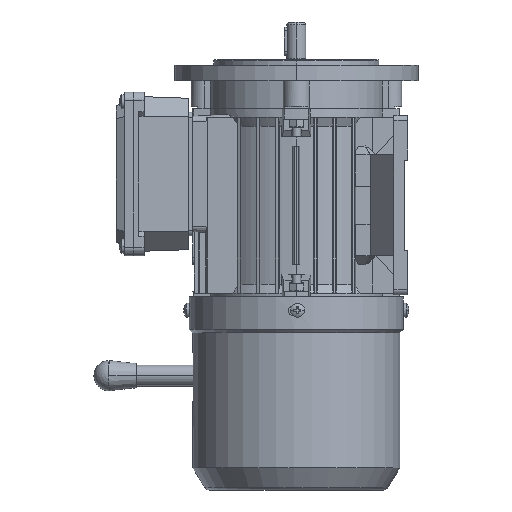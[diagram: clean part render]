
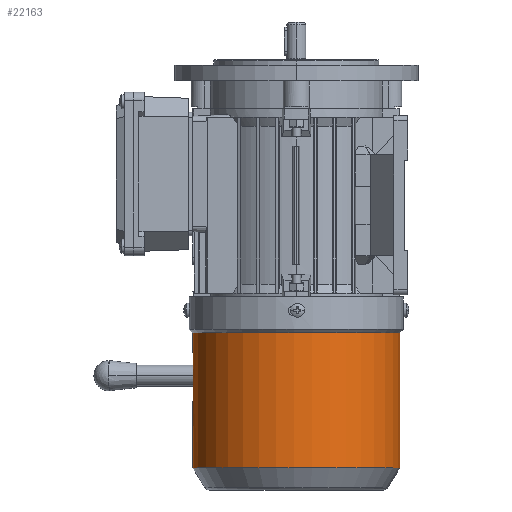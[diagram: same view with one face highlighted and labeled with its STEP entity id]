
A CAD part, left-side view. The second image highlights one B-rep face of the part: STEP entity #22163.
In plain terms, the highlighted cylindrical face has radius 59.5 mm (diameter 119 mm), a partial arc.
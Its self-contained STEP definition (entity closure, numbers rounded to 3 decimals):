
#22050 = EDGE_CURVE ( 'NONE', #22051, #22052, #28034, .T. ) ;
#22051 = VERTEX_POINT ( 'NONE', #28035 ) ;
#22052 = VERTEX_POINT ( 'NONE', #27955 ) ;
#22079 = EDGE_CURVE ( 'NONE', #22051, #22133, #27852, .T. ) ;
#22091 = EDGE_LOOP ( 'NONE', ( #22092, #22164, #22119, #22122, #22125, #22128, #22131, #22134 ) ) ;
#22092 = ORIENTED_EDGE ( 'NONE', *, *, #22050, .T. ) ;
#22118 = VERTEX_POINT ( 'NONE', #28586 ) ;
#22119 = ORIENTED_EDGE ( 'NONE', *, *, #22120, .F. ) ;
#22120 = EDGE_CURVE ( 'NONE', #22121, #22118, #28574, .T. ) ;
#22121 = VERTEX_POINT ( 'NONE', #28575 ) ;
#22122 = ORIENTED_EDGE ( 'NONE', *, *, #22123, .F. ) ;
#22123 = EDGE_CURVE ( 'NONE', #22124, #22121, #28576, .T. ) ;
#22124 = VERTEX_POINT ( 'NONE', #28570 ) ;
#22125 = ORIENTED_EDGE ( 'NONE', *, *, #22126, .F. ) ;
#22126 = EDGE_CURVE ( 'NONE', #22127, #22124, #28553, .T. ) ;
#22127 = VERTEX_POINT ( 'NONE', #28552 ) ;
#22128 = ORIENTED_EDGE ( 'NONE', *, *, #22129, .T. ) ;
#22129 = EDGE_CURVE ( 'NONE', #22127, #22130, #28554, .T. ) ;
#22130 = VERTEX_POINT ( 'NONE', #28545 ) ;
#22131 = ORIENTED_EDGE ( 'NONE', *, *, #22132, .F. ) ;
#22132 = EDGE_CURVE ( 'NONE', #22133, #22130, #28494, .T. ) ;
#22133 = VERTEX_POINT ( 'NONE', #28489 ) ;
#22134 = ORIENTED_EDGE ( 'NONE', *, *, #22079, .F. ) ;
#22163 = ADVANCED_FACE ( 'NONE', ( #28347 ), #28346, .T. ) ;
#22164 = ORIENTED_EDGE ( 'NONE', *, *, #22165, .T. ) ;
#22165 = EDGE_CURVE ( 'NONE', #22052, #22118, #30065, .T. ) ;
#27849 = DIRECTION ( 'NONE',  ( 1., 0., 0. ) ) ;
#27850 = VECTOR ( 'NONE', #27849, 1000. ) ;
#27851 = CARTESIAN_POINT ( 'NONE',  ( 2.001, 59.499, 0. ) ) ;
#27852 = LINE ( 'NONE', #27851, #27850 ) ;
#27955 = CARTESIAN_POINT ( 'NONE',  ( -87.285, -59.501, 0. ) ) ;
#28030 = DIRECTION ( 'NONE',  ( 0., 1., 0. ) ) ;
#28031 = DIRECTION ( 'NONE',  ( 1., 0., 0. ) ) ;
#28032 = CARTESIAN_POINT ( 'NONE',  ( -87.285, -0.001, 0. ) ) ;
#28033 = AXIS2_PLACEMENT_3D ( 'NONE', #28032, #28031, #28030 ) ;
#28034 = CIRCLE ( 'NONE', #28033, 59.5 ) ;
#28035 = CARTESIAN_POINT ( 'NONE',  ( -87.285, 59.499, 0. ) ) ;
#28340 = DIRECTION ( 'NONE',  ( 0., 1., 0. ) ) ;
#28341 = DIRECTION ( 'NONE',  ( 1., 0., 0. ) ) ;
#28342 = CARTESIAN_POINT ( 'NONE',  ( 2.001, -0.001, 0. ) ) ;
#28343 = AXIS2_PLACEMENT_3D ( 'NONE', #28342, #28341, #28340 ) ;
#28346 = CYLINDRICAL_SURFACE ( 'NONE', #28343, 59.5 ) ;
#28347 = FACE_OUTER_BOUND ( 'NONE', #22091, .T. ) ;
#28489 = CARTESIAN_POINT ( 'NONE',  ( -9.716, 59.499, 0. ) ) ;
#28490 = DIRECTION ( 'NONE',  ( 0., 1., 0. ) ) ;
#28491 = DIRECTION ( 'NONE',  ( 1., 0., 0. ) ) ;
#28492 = CARTESIAN_POINT ( 'NONE',  ( -9.716, -0.001, 0. ) ) ;
#28493 = AXIS2_PLACEMENT_3D ( 'NONE', #28492, #28491, #28490 ) ;
#28494 = CIRCLE ( 'NONE', #28493, 59.5 ) ;
#28526 = CARTESIAN_POINT ( 'NONE',  ( -51.999, -59.198, 6. ) ) ;
#28527 = CARTESIAN_POINT ( 'NONE',  ( -51.603, -59.198, 6. ) ) ;
#28528 = CARTESIAN_POINT ( 'NONE',  ( -51.206, -59.202, 5.96 ) ) ;
#28529 = CARTESIAN_POINT ( 'NONE',  ( -50.437, -59.217, 5.806 ) ) ;
#28530 = CARTESIAN_POINT ( 'NONE',  ( -50.064, -59.228, 5.693 ) ) ;
#28531 = CARTESIAN_POINT ( 'NONE',  ( -49.519, -59.25, 5.467 ) ) ;
#28532 = CARTESIAN_POINT ( 'NONE',  ( -49.339, -59.257, 5.382 ) ) ;
#28533 = CARTESIAN_POINT ( 'NONE',  ( -48.992, -59.274, 5.196 ) ) ;
#28534 = CARTESIAN_POINT ( 'NONE',  ( -48.825, -59.283, 5.095 ) ) ;
#28535 = CARTESIAN_POINT ( 'NONE',  ( -48.338, -59.31, 4.769 ) ) ;
#28536 = CARTESIAN_POINT ( 'NONE',  ( -48.035, -59.33, 4.521 ) ) ;
#28537 = CARTESIAN_POINT ( 'NONE',  ( -47.476, -59.37, 3.961 ) ) ;
#28538 = CARTESIAN_POINT ( 'NONE',  ( -47.228, -59.39, 3.658 ) ) ;
#28539 = CARTESIAN_POINT ( 'NONE',  ( -46.902, -59.417, 3.171 ) ) ;
#28540 = CARTESIAN_POINT ( 'NONE',  ( -46.801, -59.426, 3.003 ) ) ;
#28541 = CARTESIAN_POINT ( 'NONE',  ( -46.616, -59.442, 2.656 ) ) ;
#28542 = CARTESIAN_POINT ( 'NONE',  ( -46.531, -59.45, 2.477 ) ) ;
#28543 = CARTESIAN_POINT ( 'NONE',  ( -46.305, -59.471, 1.932 ) ) ;
#28544 = CARTESIAN_POINT ( 'NONE',  ( -46.192, -59.482, 1.558 ) ) ;
#28545 = CARTESIAN_POINT ( 'NONE',  ( -9.716, -59.501, 0. ) ) ;
#28546 = DIRECTION ( 'NONE',  ( 1., 0., 0. ) ) ;
#28547 = VECTOR ( 'NONE', #28546, 1000. ) ;
#28548 = CARTESIAN_POINT ( 'NONE',  ( 2.001, -59.501, 0. ) ) ;
#28549 = CARTESIAN_POINT ( 'NONE',  ( -46.039, -59.497, 0.789 ) ) ;
#28550 = CARTESIAN_POINT ( 'NONE',  ( -45.999, -59.501, 0.391 ) ) ;
#28551 = CARTESIAN_POINT ( 'NONE',  ( -45.999, -59.501, 0. ) ) ;
#28552 = CARTESIAN_POINT ( 'NONE',  ( -45.999, -59.501, 0. ) ) ;
#28553 = B_SPLINE_CURVE_WITH_KNOTS ( 'NONE', 3,
 ( #28551, #28550, #28549, #28544, #28543, #28542, #28541, #28540, #28539, #28538, #28537, #28536, #28535, #28534, #28533, #28532, #28531, #28530, #28529, #28528, #28527, #28526 ),
 .UNSPECIFIED., .F., .F.,
 ( 4, 2, 2, 2, 2, 2, 2, 2, 2, 2, 4 ),
 ( 0.009, 0.011, 0.012, 0.012, 0.013, 0.014, 0.015, 0.016, 0.016, 0.018, 0.019 ),
 .UNSPECIFIED. ) ;
#28554 = LINE ( 'NONE', #28548, #28547 ) ;
#28555 = CARTESIAN_POINT ( 'NONE',  ( -77.999, -59.501, 0. ) ) ;
#28556 = CARTESIAN_POINT ( 'NONE',  ( -77.999, -59.501, 0.392 ) ) ;
#28557 = CARTESIAN_POINT ( 'NONE',  ( -77.961, -59.497, 0.781 ) ) ;
#28558 = CARTESIAN_POINT ( 'NONE',  ( -77.846, -59.486, 1.362 ) ) ;
#28559 = CARTESIAN_POINT ( 'NONE',  ( -77.798, -59.481, 1.555 ) ) ;
#28560 = CARTESIAN_POINT ( 'NONE',  ( -77.683, -59.47, 1.931 ) ) ;
#28561 = CARTESIAN_POINT ( 'NONE',  ( -77.551, -59.458, 2.3 ) ) ;
#28562 = CARTESIAN_POINT ( 'NONE',  ( -77.384, -59.442, 2.653 ) ) ;
#28564 = CARTESIAN_POINT ( 'NONE',  ( -73.929, -59.229, 5.685 ) ) ;
#28565 = CARTESIAN_POINT ( 'NONE',  ( -73.552, -59.218, 5.799 ) ) ;
#28566 = CARTESIAN_POINT ( 'NONE',  ( -73.362, -59.213, 5.847 ) ) ;
#28567 = CARTESIAN_POINT ( 'NONE',  ( -72.786, -59.202, 5.961 ) ) ;
#28568 = CARTESIAN_POINT ( 'NONE',  ( -72.396, -59.198, 6. ) ) ;
#28569 = CARTESIAN_POINT ( 'NONE',  ( -71.999, -59.198, 6. ) ) ;
#28570 = CARTESIAN_POINT ( 'NONE',  ( -51.999, -59.198, 6. ) ) ;
#28571 = DIRECTION ( 'NONE',  ( -1., 0., 0. ) ) ;
#28572 = VECTOR ( 'NONE', #28571, 1000. ) ;
#28573 = CARTESIAN_POINT ( 'NONE',  ( 2.001, -59.198, 6. ) ) ;
#28574 = B_SPLINE_CURVE_WITH_KNOTS ( 'NONE', 3,
 ( #28569, #28568, #28567, #28566, #28565, #28564, #28585, #28584, #28583, #28582, #28581, #28580, #28579, #28578, #28577, #28562, #28561, #28560, #28559, #28558, #28557, #28556, #28555 ),
 .UNSPECIFIED., .F., .F.,
 ( 4, 2, 2, 2, 2, 2, 2, 2, 1, 2, 2, 4 ),
 ( 0., 0.001, 0.002, 0.002, 0.004, 0.005, 0.006, 0.006, 0.007, 0.008, 0.008, 0.009 ),
 .UNSPECIFIED. ) ;
#28575 = CARTESIAN_POINT ( 'NONE',  ( -71.999, -59.198, 6. ) ) ;
#28576 = LINE ( 'NONE', #28573, #28572 ) ;
#28577 = CARTESIAN_POINT ( 'NONE',  ( -77.199, -59.426, 3. ) ) ;
#28578 = CARTESIAN_POINT ( 'NONE',  ( -77.097, -59.417, 3.17 ) ) ;
#28579 = CARTESIAN_POINT ( 'NONE',  ( -76.768, -59.389, 3.662 ) ) ;
#28580 = CARTESIAN_POINT ( 'NONE',  ( -76.52, -59.37, 3.964 ) ) ;
#28581 = CARTESIAN_POINT ( 'NONE',  ( -75.967, -59.33, 4.518 ) ) ;
#28582 = CARTESIAN_POINT ( 'NONE',  ( -75.658, -59.31, 4.771 ) ) ;
#28583 = CARTESIAN_POINT ( 'NONE',  ( -75.006, -59.273, 5.207 ) ) ;
#28584 = CARTESIAN_POINT ( 'NONE',  ( -74.662, -59.257, 5.391 ) ) ;
#28585 = CARTESIAN_POINT ( 'NONE',  ( -74.117, -59.236, 5.617 ) ) ;
#28586 = CARTESIAN_POINT ( 'NONE',  ( -77.999, -59.501, 0. ) ) ;
#29991 = DIRECTION ( 'NONE',  ( 1., 0., 0. ) ) ;
#30063 = VECTOR ( 'NONE', #29991, 1000. ) ;
#30064 = CARTESIAN_POINT ( 'NONE',  ( 2.001, -59.501, 0. ) ) ;
#30065 = LINE ( 'NONE', #30064, #30063 ) ;
